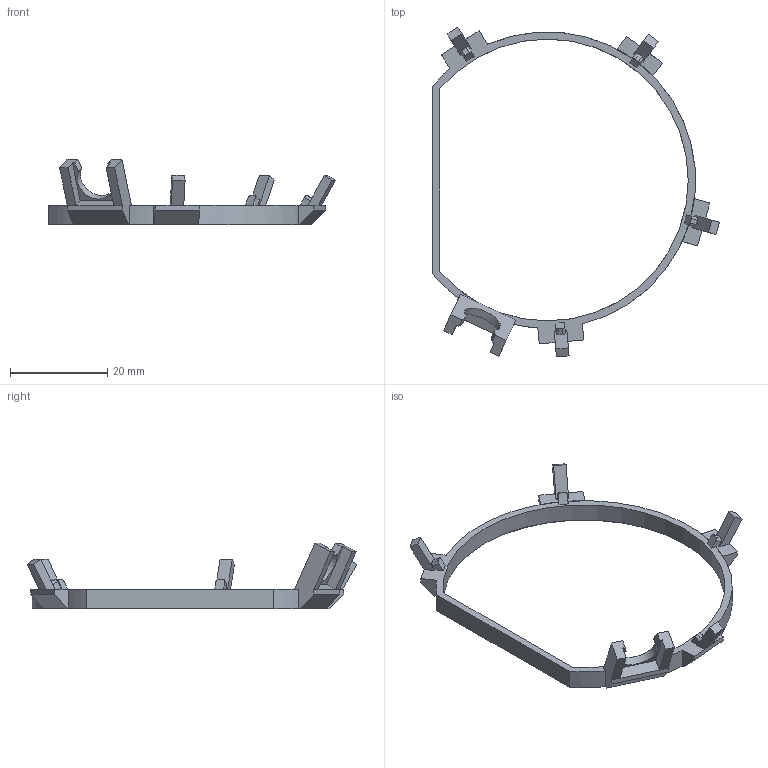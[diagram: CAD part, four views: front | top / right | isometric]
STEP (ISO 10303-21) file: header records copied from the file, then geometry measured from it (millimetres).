
FILE_DESCRIPTION(/* description */ (''),/* implementation_level */ '2;1');
FILE_NAME(/* name */ 'Index-EyetrackVRv4.step',/* time_stamp */ '2023-09-10T03:55:52-04:00',/* author */ (''),/* organization */ (''),/* preprocessor_version */ 'ST-DEVELOPER v20',/* originating_system */ 'Autodesk Translation Framework v12.9.0.99',/* authorisation */ '');
FILE_SCHEMA (('AUTOMOTIVE_DESIGN { 1 0 10303 214 3 1 1 }'));
Length unit declared in the file: millimetre
Products named in the file (1): Index-EyetrackVRv4
Bounding box: 59.05 x 67.89 x 13.48 mm (x, y, z)
Volume: 1842.8 mm3; surface area: 2965 mm2
Topology: 1 solids, 1 shells, 102 faces, 281 edges, 180 vertices
Faces by surface type: plane 83, cylinder 18, cone 1
Entity records: 3239 total; most frequent: CARTESIAN_POINT 570, ORIENTED_EDGE 562, DIRECTION 536, EDGE_CURVE 281, LINE 228, VECTOR 228, VERTEX_POINT 180, AXIS2_PLACEMENT_3D 154
